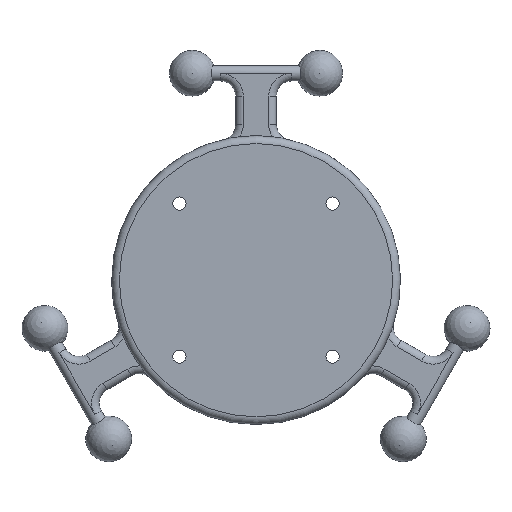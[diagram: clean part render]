
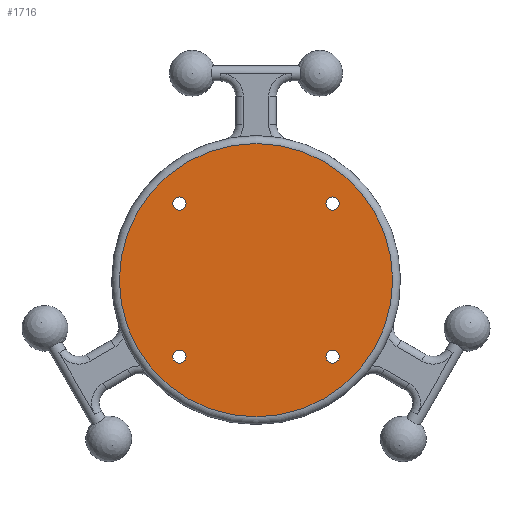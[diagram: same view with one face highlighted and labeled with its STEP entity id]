
A CAD part, front view. The second image highlights one B-rep face of the part: STEP entity #1716.
In plain terms, the highlighted planar face has unit normal (0, -1, 0).
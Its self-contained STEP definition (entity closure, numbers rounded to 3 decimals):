
#64=FACE_BOUND('',#426,.T.);
#65=FACE_BOUND('',#427,.T.);
#66=FACE_BOUND('',#428,.T.);
#67=FACE_BOUND('',#429,.T.);
#283=PLANE('',#1874);
#320=FACE_OUTER_BOUND('',#425,.T.);
#425=EDGE_LOOP('',(#1220));
#426=EDGE_LOOP('',(#1221));
#427=EDGE_LOOP('',(#1222));
#428=EDGE_LOOP('',(#1223));
#429=EDGE_LOOP('',(#1224));
#563=CIRCLE('',#1864,26.784);
#572=CIRCLE('',#1875,1.3);
#573=CIRCLE('',#1876,1.3);
#574=CIRCLE('',#1877,1.3);
#575=CIRCLE('',#1878,1.3);
#715=VERTEX_POINT('',#2752);
#729=VERTEX_POINT('',#2827);
#730=VERTEX_POINT('',#2829);
#731=VERTEX_POINT('',#2831);
#732=VERTEX_POINT('',#2833);
#907=EDGE_CURVE('',#715,#715,#563,.T.);
#923=EDGE_CURVE('',#729,#729,#572,.T.);
#924=EDGE_CURVE('',#730,#730,#573,.T.);
#925=EDGE_CURVE('',#731,#731,#574,.T.);
#926=EDGE_CURVE('',#732,#732,#575,.T.);
#1220=ORIENTED_EDGE('',*,*,#907,.F.);
#1221=ORIENTED_EDGE('',*,*,#923,.F.);
#1222=ORIENTED_EDGE('',*,*,#924,.F.);
#1223=ORIENTED_EDGE('',*,*,#925,.F.);
#1224=ORIENTED_EDGE('',*,*,#926,.F.);
#1716=ADVANCED_FACE('',(#320,#64,#65,#66,#67),#283,.F.);
#1864=AXIS2_PLACEMENT_3D('',#2754,#2159,#2160);
#1874=AXIS2_PLACEMENT_3D('',#2826,#2180,#2181);
#1875=AXIS2_PLACEMENT_3D('',#2828,#2182,#2183);
#1876=AXIS2_PLACEMENT_3D('',#2830,#2184,#2185);
#1877=AXIS2_PLACEMENT_3D('',#2832,#2186,#2187);
#1878=AXIS2_PLACEMENT_3D('',#2834,#2188,#2189);
#2159=DIRECTION('center_axis',(0.,1.,0.));
#2160=DIRECTION('ref_axis',(1.,0.,0.));
#2180=DIRECTION('center_axis',(0.,1.,0.));
#2181=DIRECTION('ref_axis',(1.,0.,0.));
#2182=DIRECTION('center_axis',(0.,-1.,0.));
#2183=DIRECTION('ref_axis',(1.,0.,0.));
#2184=DIRECTION('center_axis',(0.,-1.,0.));
#2185=DIRECTION('ref_axis',(1.,0.,0.));
#2186=DIRECTION('center_axis',(0.,-1.,0.));
#2187=DIRECTION('ref_axis',(1.,0.,0.));
#2188=DIRECTION('center_axis',(0.,-1.,0.));
#2189=DIRECTION('ref_axis',(1.,0.,0.));
#2752=CARTESIAN_POINT('',(0.,0.,-26.784));
#2754=CARTESIAN_POINT('Origin',(0.,0.,0.));
#2826=CARTESIAN_POINT('Origin',(0.,0.,0.));
#2827=CARTESIAN_POINT('',(13.7,0.,15.));
#2828=CARTESIAN_POINT('Origin',(15.,0.,15.));
#2829=CARTESIAN_POINT('',(-16.3,0.,-15.));
#2830=CARTESIAN_POINT('Origin',(-15.,0.,-15.));
#2831=CARTESIAN_POINT('',(13.7,0.,-15.));
#2832=CARTESIAN_POINT('Origin',(15.,0.,-15.));
#2833=CARTESIAN_POINT('',(-16.3,0.,15.));
#2834=CARTESIAN_POINT('Origin',(-15.,0.,15.));
